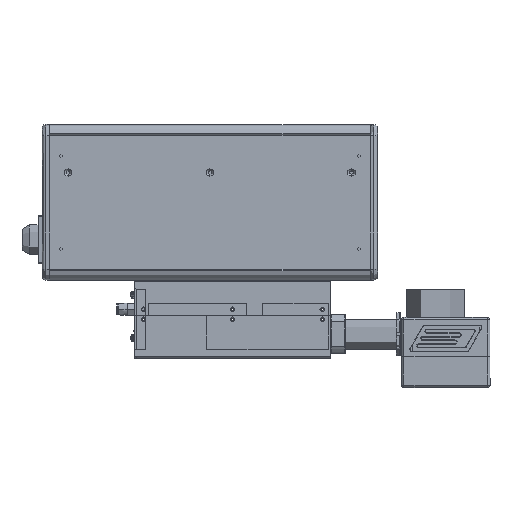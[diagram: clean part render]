
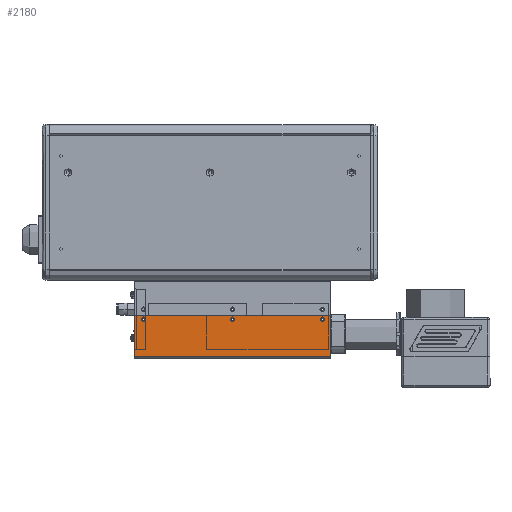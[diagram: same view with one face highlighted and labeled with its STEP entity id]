
A CAD part, front view. The second image highlights one B-rep face of the part: STEP entity #2180.
In plain terms, the highlighted face is planar.
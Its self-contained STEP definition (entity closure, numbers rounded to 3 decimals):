
#99 = VECTOR ( 'NONE', #3265, 1000. ) ;
#698 = EDGE_LOOP ( 'NONE', ( #117845, #52679 ) ) ;
#1129 = DIRECTION ( 'NONE',  ( 0., -1., 0. ) ) ;
#2180 = ADVANCED_FACE ( 'NONE', ( #111504, #72012, #110238, #71370 ), #50699, .T. ) ;
#2316 = LINE ( 'NONE', #101374, #75731 ) ;
#3265 = DIRECTION ( 'NONE',  ( 1., 0., 0. ) ) ;
#4022 = CARTESIAN_POINT ( 'NONE',  ( 13.5, 37., 77. ) ) ;
#5422 = CARTESIAN_POINT ( 'NONE',  ( 145., 37., 74.763 ) ) ;
#7617 = VERTEX_POINT ( 'NONE', #85763 ) ;
#11804 = CARTESIAN_POINT ( 'NONE',  ( -106.5, 37., 24.9 ) ) ;
#12185 = VERTEX_POINT ( 'NONE', #46042 ) ;
#12921 = ORIENTED_EDGE ( 'NONE', *, *, #22941, .F. ) ;
#13900 = CARTESIAN_POINT ( 'NONE',  ( 133.5, 37., 28.2 ) ) ;
#13911 = CARTESIAN_POINT ( 'NONE',  ( -118., 37., 75.5 ) ) ;
#18158 = CARTESIAN_POINT ( 'NONE',  ( 13.5, 37., 24.9 ) ) ;
#18458 = AXIS2_PLACEMENT_3D ( 'NONE', #98259, #1129, #49086 ) ;
#19338 = CARTESIAN_POINT ( 'NONE',  ( 145., 37., 74.763 ) ) ;
#20938 = EDGE_CURVE ( 'NONE', #59177, #7617, #50825, .T. ) ;
#22941 = EDGE_CURVE ( 'NONE', #127078, #31495, #43623, .T. ) ;
#23986 = CARTESIAN_POINT ( 'NONE',  ( 13.5, 37., 19.9 ) ) ;
#24682 = VERTEX_POINT ( 'NONE', #13900 ) ;
#26623 = EDGE_CURVE ( 'NONE', #94665, #116109, #113939, .T. ) ;
#31495 = VERTEX_POINT ( 'NONE', #123089 ) ;
#31859 = CARTESIAN_POINT ( 'NONE',  ( 13.5, 37., 24.9 ) ) ;
#32215 = EDGE_LOOP ( 'NONE', ( #56833, #124949, #90094, #57756 ) ) ;
#33176 = DIRECTION ( 'NONE',  ( 0., 0., -1. ) ) ;
#34433 = DIRECTION ( 'NONE',  ( 0., 0., 1. ) ) ;
#36851 = DIRECTION ( 'NONE',  ( 0., -1., 0. ) ) ;
#37463 = AXIS2_PLACEMENT_3D ( 'NONE', #11804, #41569, #34433 ) ;
#40047 = LINE ( 'NONE', #19338, #111725 ) ;
#40792 = CARTESIAN_POINT ( 'NONE',  ( 133.5, 37., 24.9 ) ) ;
#41569 = DIRECTION ( 'NONE',  ( 0., -1., 0. ) ) ;
#42757 = AXIS2_PLACEMENT_3D ( 'NONE', #31859, #121818, #53813 ) ;
#42907 = DIRECTION ( 'NONE',  ( 0., -1., 0. ) ) ;
#43623 = CIRCLE ( 'NONE', #37463, 3.3 ) ;
#46042 = CARTESIAN_POINT ( 'NONE',  ( 133.5, 37., 21.6 ) ) ;
#46331 = CARTESIAN_POINT ( 'NONE',  ( 145., 37., 19.9 ) ) ;
#46532 = CARTESIAN_POINT ( 'NONE',  ( -106.5, 37., 24.9 ) ) ;
#48716 = AXIS2_PLACEMENT_3D ( 'NONE', #18158, #57600, #97109 ) ;
#49086 = DIRECTION ( 'NONE',  ( 0., 0., 1. ) ) ;
#50699 = PLANE ( 'NONE',  #81993 ) ;
#50825 = CIRCLE ( 'NONE', #48716, 3.3 ) ;
#52679 = ORIENTED_EDGE ( 'NONE', *, *, #100617, .F. ) ;
#53700 = EDGE_CURVE ( 'NONE', #7617, #59177, #73793, .T. ) ;
#53813 = DIRECTION ( 'NONE',  ( 0., 0., 1. ) ) ;
#54324 = CARTESIAN_POINT ( 'NONE',  ( -106.5, 37., 28.2 ) ) ;
#56833 = ORIENTED_EDGE ( 'NONE', *, *, #62425, .F. ) ;
#57600 = DIRECTION ( 'NONE',  ( 0., -1., 0. ) ) ;
#57756 = ORIENTED_EDGE ( 'NONE', *, *, #26623, .T. ) ;
#59177 = VERTEX_POINT ( 'NONE', #119045 ) ;
#62425 = EDGE_CURVE ( 'NONE', #80972, #116109, #2316, .T. ) ;
#63038 = VECTOR ( 'NONE', #64370, 1000. ) ;
#63838 = DIRECTION ( 'NONE',  ( 0., 0., 1. ) ) ;
#63911 = CIRCLE ( 'NONE', #18458, 3.3 ) ;
#64370 = DIRECTION ( 'NONE',  ( 0., 0., 1. ) ) ;
#64900 = AXIS2_PLACEMENT_3D ( 'NONE', #46532, #36851, #115790 ) ;
#66079 = ORIENTED_EDGE ( 'NONE', *, *, #53700, .F. ) ;
#67770 = ORIENTED_EDGE ( 'NONE', *, *, #20938, .F. ) ;
#67988 = EDGE_CURVE ( 'NONE', #80972, #97871, #40047, .T. ) ;
#68350 = EDGE_LOOP ( 'NONE', ( #67770, #66079 ) ) ;
#71370 = FACE_BOUND ( 'NONE', #114259, .T. ) ;
#72012 = FACE_BOUND ( 'NONE', #698, .T. ) ;
#73793 = CIRCLE ( 'NONE', #42757, 3.3 ) ;
#75731 = VECTOR ( 'NONE', #100113, 1000. ) ;
#80328 = AXIS2_PLACEMENT_3D ( 'NONE', #40792, #113047, #63838 ) ;
#80972 = VERTEX_POINT ( 'NONE', #5422 ) ;
#81407 = EDGE_CURVE ( 'NONE', #31495, #127078, #93834, .T. ) ;
#81993 = AXIS2_PLACEMENT_3D ( 'NONE', #4022, #42907, #33176 ) ;
#83135 = LINE ( 'NONE', #13911, #63038 ) ;
#85763 = CARTESIAN_POINT ( 'NONE',  ( 13.5, 37., 21.6 ) ) ;
#89465 = EDGE_CURVE ( 'NONE', #24682, #12185, #90669, .T. ) ;
#90094 = ORIENTED_EDGE ( 'NONE', *, *, #125403, .F. ) ;
#90669 = CIRCLE ( 'NONE', #80328, 3.3 ) ;
#93834 = CIRCLE ( 'NONE', #64900, 3.3 ) ;
#94665 = VERTEX_POINT ( 'NONE', #103917 ) ;
#97109 = DIRECTION ( 'NONE',  ( 0., 0., 1. ) ) ;
#97663 = DIRECTION ( 'NONE',  ( -1., 0., 0. ) ) ;
#97871 = VERTEX_POINT ( 'NONE', #104366 ) ;
#98259 = CARTESIAN_POINT ( 'NONE',  ( 133.5, 37., 24.9 ) ) ;
#100113 = DIRECTION ( 'NONE',  ( 0., 0., -1. ) ) ;
#100617 = EDGE_CURVE ( 'NONE', #12185, #24682, #63911, .T. ) ;
#101374 = CARTESIAN_POINT ( 'NONE',  ( 145., 37., 19.9 ) ) ;
#103917 = CARTESIAN_POINT ( 'NONE',  ( -118., 37., 19.9 ) ) ;
#104366 = CARTESIAN_POINT ( 'NONE',  ( -118., 37., 74.763 ) ) ;
#110238 = FACE_BOUND ( 'NONE', #68350, .T. ) ;
#111504 = FACE_OUTER_BOUND ( 'NONE', #32215, .T. ) ;
#111725 = VECTOR ( 'NONE', #97663, 1000. ) ;
#113047 = DIRECTION ( 'NONE',  ( 0., -1., 0. ) ) ;
#113939 = LINE ( 'NONE', #23986, #99 ) ;
#114259 = EDGE_LOOP ( 'NONE', ( #12921, #123419 ) ) ;
#115790 = DIRECTION ( 'NONE',  ( 0., 0., 1. ) ) ;
#116109 = VERTEX_POINT ( 'NONE', #46331 ) ;
#117845 = ORIENTED_EDGE ( 'NONE', *, *, #89465, .F. ) ;
#119045 = CARTESIAN_POINT ( 'NONE',  ( 13.5, 37., 28.2 ) ) ;
#121818 = DIRECTION ( 'NONE',  ( 0., -1., 0. ) ) ;
#123089 = CARTESIAN_POINT ( 'NONE',  ( -106.5, 37., 21.6 ) ) ;
#123419 = ORIENTED_EDGE ( 'NONE', *, *, #81407, .F. ) ;
#124949 = ORIENTED_EDGE ( 'NONE', *, *, #67988, .T. ) ;
#125403 = EDGE_CURVE ( 'NONE', #94665, #97871, #83135, .T. ) ;
#127078 = VERTEX_POINT ( 'NONE', #54324 ) ;
